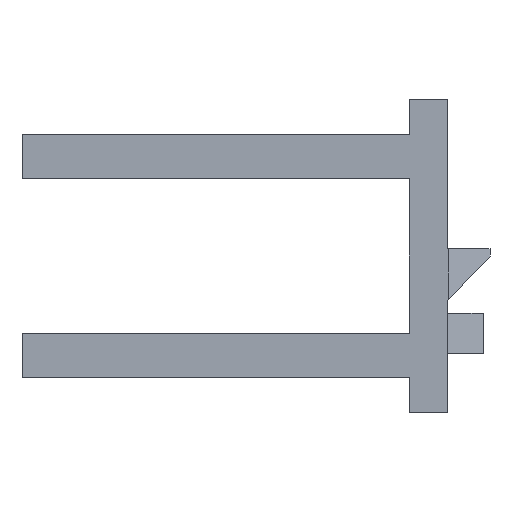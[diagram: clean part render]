
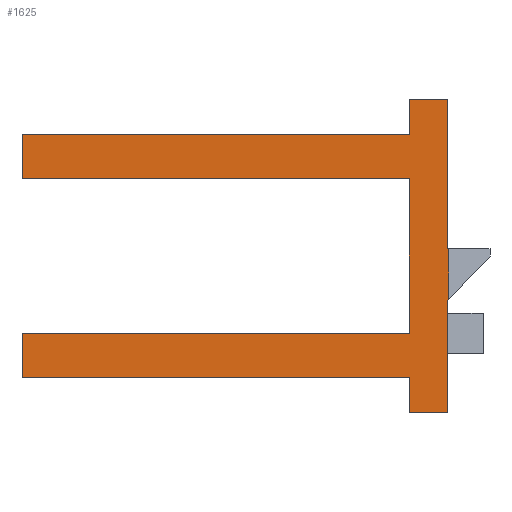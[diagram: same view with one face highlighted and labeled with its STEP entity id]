
A CAD part, front view. The second image highlights one B-rep face of the part: STEP entity #1625.
In plain terms, the highlighted planar face has unit normal (0, -1, 0).
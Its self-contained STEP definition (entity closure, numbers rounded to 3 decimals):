
#2 = DIRECTION ( 'NONE',  ( 0., 0., 1. ) ) ;
#12 = ORIENTED_EDGE ( 'NONE', *, *, #565, .T. ) ;
#21 = EDGE_LOOP ( 'NONE', ( #1502, #1352, #851, #1642, #720, #358, #39, #995, #411, #1449, #1520, #417, #1110, #368, #1556, #12 ) ) ;
#27 = CARTESIAN_POINT ( 'NONE',  ( -144.427, -20., 63.5 ) ) ;
#36 = LINE ( 'NONE', #443, #979 ) ;
#37 = CARTESIAN_POINT ( 'NONE',  ( -28.739, -20., 30.724 ) ) ;
#39 = ORIENTED_EDGE ( 'NONE', *, *, #1037, .T. ) ;
#41 = EDGE_CURVE ( 'NONE', #766, #1293, #1584, .T. ) ;
#55 = VECTOR ( 'NONE', #700, 1000. ) ;
#57 = DIRECTION ( 'NONE',  ( 1., 0., 0. ) ) ;
#66 = EDGE_CURVE ( 'NONE', #835, #987, #1074, .T. ) ;
#80 = VECTOR ( 'NONE', #169, 1000. ) ;
#97 = VECTOR ( 'NONE', #1386, 1000. ) ;
#102 = EDGE_CURVE ( 'NONE', #303, #1292, #915, .T. ) ;
#135 = VECTOR ( 'NONE', #474, 1000. ) ;
#154 = LINE ( 'NONE', #662, #1594 ) ;
#155 = AXIS2_PLACEMENT_3D ( 'NONE', #1291, #1047, #2 ) ;
#169 = DIRECTION ( 'NONE',  ( 1., 0., 0. ) ) ;
#213 = EDGE_CURVE ( 'NONE', #1319, #457, #36, .T. ) ;
#236 = LINE ( 'NONE', #1488, #1351 ) ;
#238 = LINE ( 'NONE', #776, #135 ) ;
#263 = CARTESIAN_POINT ( 'NONE',  ( -28.971, -20., 85. ) ) ;
#268 = EDGE_CURVE ( 'NONE', #1337, #723, #1596, .T. ) ;
#280 = LINE ( 'NONE', #625, #1240 ) ;
#301 = EDGE_CURVE ( 'NONE', #730, #1244, #744, .T. ) ;
#303 = VERTEX_POINT ( 'NONE', #1287 ) ;
#330 = VERTEX_POINT ( 'NONE', #1143 ) ;
#358 = ORIENTED_EDGE ( 'NONE', *, *, #301, .F. ) ;
#368 = ORIENTED_EDGE ( 'NONE', *, *, #1373, .F. ) ;
#384 = CARTESIAN_POINT ( 'NONE',  ( -39.427, -20., 9.5 ) ) ;
#386 = LINE ( 'NONE', #774, #1326 ) ;
#396 = DIRECTION ( 'NONE',  ( 0., 0., -1. ) ) ;
#403 = DIRECTION ( 'NONE',  ( 1., 0., 0. ) ) ;
#411 = ORIENTED_EDGE ( 'NONE', *, *, #102, .F. ) ;
#417 = ORIENTED_EDGE ( 'NONE', *, *, #908, .T. ) ;
#432 = CARTESIAN_POINT ( 'NONE',  ( -1.738, -20., 56.767 ) ) ;
#443 = CARTESIAN_POINT ( 'NONE',  ( -144.427, -20., 9.5 ) ) ;
#457 = VERTEX_POINT ( 'NONE', #384 ) ;
#463 = CARTESIAN_POINT ( 'NONE',  ( -39.427, -20., 0. ) ) ;
#472 = CARTESIAN_POINT ( 'NONE',  ( -39.427, -20., 118.161 ) ) ;
#474 = DIRECTION ( 'NONE',  ( 0., 0., 1. ) ) ;
#543 = CARTESIAN_POINT ( 'NONE',  ( -28.971, -20., 0. ) ) ;
#565 = EDGE_CURVE ( 'NONE', #723, #1256, #238, .T. ) ;
#613 = DIRECTION ( 'NONE',  ( 0., 0., 1. ) ) ;
#616 = VECTOR ( 'NONE', #957, 1000. ) ;
#625 = CARTESIAN_POINT ( 'NONE',  ( -28.971, -20., 44.5 ) ) ;
#651 = EDGE_CURVE ( 'NONE', #1319, #303, #1178, .T. ) ;
#662 = CARTESIAN_POINT ( 'NONE',  ( -28.971, -20., 85. ) ) ;
#687 = CARTESIAN_POINT ( 'NONE',  ( -39.427, -20., 63.5 ) ) ;
#700 = DIRECTION ( 'NONE',  ( 1., 0., 0. ) ) ;
#712 = EDGE_CURVE ( 'NONE', #835, #1083, #154, .T. ) ;
#719 = VECTOR ( 'NONE', #1306, 1000. ) ;
#720 = ORIENTED_EDGE ( 'NONE', *, *, #762, .F. ) ;
#723 = VERTEX_POINT ( 'NONE', #37 ) ;
#725 = VECTOR ( 'NONE', #403, 1000. ) ;
#730 = VERTEX_POINT ( 'NONE', #27 ) ;
#743 = CARTESIAN_POINT ( 'NONE',  ( -144.427, -20., 9.5 ) ) ;
#744 = LINE ( 'NONE', #1525, #838 ) ;
#762 = EDGE_CURVE ( 'NONE', #1244, #987, #1486, .T. ) ;
#766 = VERTEX_POINT ( 'NONE', #463 ) ;
#774 = CARTESIAN_POINT ( 'NONE',  ( -144.427, -20., 63.5 ) ) ;
#776 = CARTESIAN_POINT ( 'NONE',  ( -28.739, -20., 85. ) ) ;
#785 = CARTESIAN_POINT ( 'NONE',  ( -28.971, -20., 85. ) ) ;
#795 = FACE_OUTER_BOUND ( 'NONE', #21, .T. ) ;
#806 = CARTESIAN_POINT ( 'NONE',  ( -144.427, -20., 75.5 ) ) ;
#808 = CARTESIAN_POINT ( 'NONE',  ( -144.427, -20., 0. ) ) ;
#835 = VERTEX_POINT ( 'NONE', #1098 ) ;
#838 = VECTOR ( 'NONE', #613, 1000. ) ;
#849 = LINE ( 'NONE', #1505, #97 ) ;
#851 = ORIENTED_EDGE ( 'NONE', *, *, #712, .F. ) ;
#858 = LINE ( 'NONE', #472, #1338 ) ;
#863 = VERTEX_POINT ( 'NONE', #687 ) ;
#901 = EDGE_CURVE ( 'NONE', #863, #1292, #849, .T. ) ;
#908 = EDGE_CURVE ( 'NONE', #457, #766, #858, .T. ) ;
#915 = LINE ( 'NONE', #1329, #725 ) ;
#957 = DIRECTION ( 'NONE',  ( 0.72, 0., 0.694 ) ) ;
#979 = VECTOR ( 'NONE', #57, 1000. ) ;
#987 = VERTEX_POINT ( 'NONE', #1168 ) ;
#995 = ORIENTED_EDGE ( 'NONE', *, *, #901, .T. ) ;
#1011 = DIRECTION ( 'NONE',  ( 0., 0., -1. ) ) ;
#1037 = EDGE_CURVE ( 'NONE', #730, #863, #386, .T. ) ;
#1047 = DIRECTION ( 'NONE',  ( 0., 1., 0. ) ) ;
#1069 = EDGE_CURVE ( 'NONE', #330, #1256, #280, .T. ) ;
#1074 = LINE ( 'NONE', #1566, #1245 ) ;
#1083 = VERTEX_POINT ( 'NONE', #785 ) ;
#1098 = CARTESIAN_POINT ( 'NONE',  ( -39.427, -20., 85. ) ) ;
#1102 = EDGE_CURVE ( 'NONE', #1083, #330, #1422, .T. ) ;
#1110 = ORIENTED_EDGE ( 'NONE', *, *, #41, .T. ) ;
#1143 = CARTESIAN_POINT ( 'NONE',  ( -28.971, -20., 44.5 ) ) ;
#1168 = CARTESIAN_POINT ( 'NONE',  ( -39.427, -20., 75.5 ) ) ;
#1178 = LINE ( 'NONE', #808, #1644 ) ;
#1188 = DIRECTION ( 'NONE',  ( 1., 0., 0. ) ) ;
#1240 = VECTOR ( 'NONE', #1431, 1000. ) ;
#1244 = VERTEX_POINT ( 'NONE', #806 ) ;
#1245 = VECTOR ( 'NONE', #396, 1000. ) ;
#1256 = VERTEX_POINT ( 'NONE', #1366 ) ;
#1287 = CARTESIAN_POINT ( 'NONE',  ( -144.427, -20., 21.5 ) ) ;
#1291 = CARTESIAN_POINT ( 'NONE',  ( -28.971, -20., 85. ) ) ;
#1292 = VERTEX_POINT ( 'NONE', #1532 ) ;
#1293 = VERTEX_POINT ( 'NONE', #1643 ) ;
#1301 = PLANE ( 'NONE',  #155 ) ;
#1306 = DIRECTION ( 'NONE',  ( 0., 0., -1. ) ) ;
#1319 = VERTEX_POINT ( 'NONE', #743 ) ;
#1326 = VECTOR ( 'NONE', #1406, 1000. ) ;
#1329 = CARTESIAN_POINT ( 'NONE',  ( -144.427, -20., 21.5 ) ) ;
#1337 = VERTEX_POINT ( 'NONE', #1512 ) ;
#1338 = VECTOR ( 'NONE', #1636, 1000. ) ;
#1351 = VECTOR ( 'NONE', #1011, 1000. ) ;
#1352 = ORIENTED_EDGE ( 'NONE', *, *, #1102, .F. ) ;
#1366 = CARTESIAN_POINT ( 'NONE',  ( -28.739, -20., 44.5 ) ) ;
#1373 = EDGE_CURVE ( 'NONE', #1337, #1293, #236, .T. ) ;
#1386 = DIRECTION ( 'NONE',  ( 0., 0., -1. ) ) ;
#1406 = DIRECTION ( 'NONE',  ( 1., 0., 0. ) ) ;
#1422 = LINE ( 'NONE', #263, #719 ) ;
#1431 = DIRECTION ( 'NONE',  ( 1., 0., 0. ) ) ;
#1449 = ORIENTED_EDGE ( 'NONE', *, *, #651, .F. ) ;
#1486 = LINE ( 'NONE', #1611, #55 ) ;
#1488 = CARTESIAN_POINT ( 'NONE',  ( -28.971, -20., 85. ) ) ;
#1502 = ORIENTED_EDGE ( 'NONE', *, *, #1069, .F. ) ;
#1505 = CARTESIAN_POINT ( 'NONE',  ( -39.427, -20., 118.161 ) ) ;
#1512 = CARTESIAN_POINT ( 'NONE',  ( -28.971, -20., 30.5 ) ) ;
#1520 = ORIENTED_EDGE ( 'NONE', *, *, #213, .T. ) ;
#1525 = CARTESIAN_POINT ( 'NONE',  ( -144.427, -20., 0. ) ) ;
#1532 = CARTESIAN_POINT ( 'NONE',  ( -39.427, -20., 21.5 ) ) ;
#1556 = ORIENTED_EDGE ( 'NONE', *, *, #268, .T. ) ;
#1566 = CARTESIAN_POINT ( 'NONE',  ( -39.427, -20., 118.161 ) ) ;
#1584 = LINE ( 'NONE', #543, #80 ) ;
#1590 = DIRECTION ( 'NONE',  ( 0., 0., 1. ) ) ;
#1594 = VECTOR ( 'NONE', #1188, 1000. ) ;
#1596 = LINE ( 'NONE', #432, #616 ) ;
#1611 = CARTESIAN_POINT ( 'NONE',  ( -144.427, -20., 75.5 ) ) ;
#1625 = ADVANCED_FACE ( 'NONE', ( #795 ), #1301, .F. ) ;
#1636 = DIRECTION ( 'NONE',  ( 0., 0., -1. ) ) ;
#1642 = ORIENTED_EDGE ( 'NONE', *, *, #66, .T. ) ;
#1643 = CARTESIAN_POINT ( 'NONE',  ( -28.971, -20., 0. ) ) ;
#1644 = VECTOR ( 'NONE', #1590, 1000. ) ;
